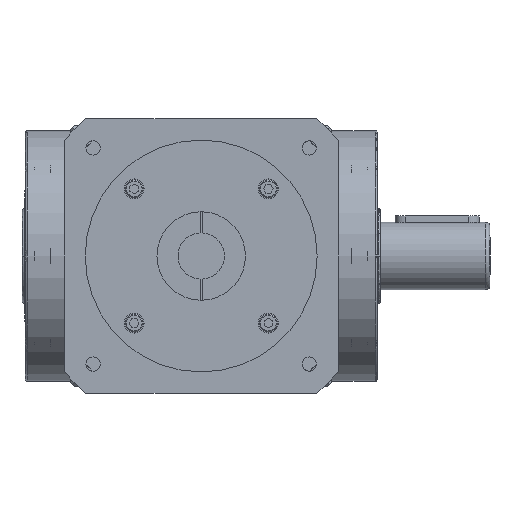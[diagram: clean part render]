
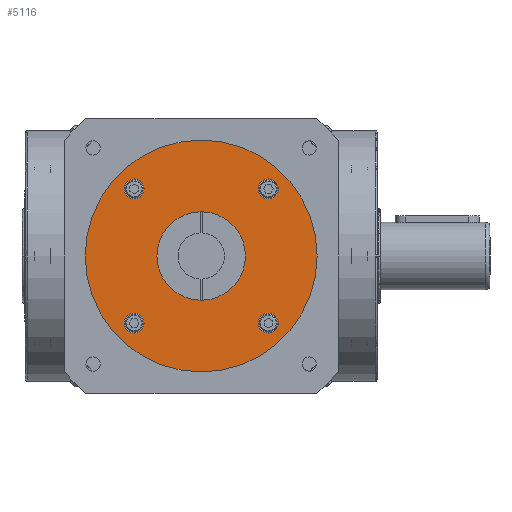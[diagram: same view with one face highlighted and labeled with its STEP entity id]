
A CAD part, front view. The second image highlights one B-rep face of the part: STEP entity #5116.
In plain terms, the highlighted planar face has unit normal (0, -1, 0).
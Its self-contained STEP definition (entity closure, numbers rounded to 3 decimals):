
#726 = DIRECTION ( 'NONE',  ( 0., 1., 0. ) ) ;
#1014 = CIRCLE ( 'NONE', #5224, 4.75 ) ;
#1042 = CARTESIAN_POINT ( 'NONE',  ( 31.82, -40.5, -31.82 ) ) ;
#1432 = ORIENTED_EDGE ( 'NONE', *, *, #9836, .F. ) ;
#1888 = DIRECTION ( 'NONE',  ( -1., 0., 0. ) ) ;
#1927 = DIRECTION ( 'NONE',  ( 0., -1., 0. ) ) ;
#1986 = CARTESIAN_POINT ( 'NONE',  ( 31.82, -40.5, 31.82 ) ) ;
#2472 = ORIENTED_EDGE ( 'NONE', *, *, #4134, .F. ) ;
#3051 = VERTEX_POINT ( 'NONE', #15370 ) ;
#3395 = DIRECTION ( 'NONE',  ( -1., 0., 0. ) ) ;
#3674 = CARTESIAN_POINT ( 'NONE',  ( -21., -40.5, 0. ) ) ;
#4134 = EDGE_CURVE ( 'NONE', #28213, #12233, #11116, .T. ) ;
#4263 = CARTESIAN_POINT ( 'NONE',  ( -27.07, -40.5, -31.82 ) ) ;
#4341 = DIRECTION ( 'NONE',  ( 1., 0., 0. ) ) ;
#4380 = DIRECTION ( 'NONE',  ( 0., 1., 0. ) ) ;
#4416 = CARTESIAN_POINT ( 'NONE',  ( 0., -40.5, 0. ) ) ;
#4444 = CARTESIAN_POINT ( 'NONE',  ( 31.82, -40.5, -31.82 ) ) ;
#4609 = VERTEX_POINT ( 'NONE', #20516 ) ;
#4636 = CIRCLE ( 'NONE', #9911, 4.75 ) ;
#5116 = ADVANCED_FACE ( 'NONE', ( #20240, #21076, #22084, #19877, #19674, #19475 ), #14279, .F. ) ;
#5224 = AXIS2_PLACEMENT_3D ( 'NONE', #25176, #11425, #27447 ) ;
#5310 = EDGE_CURVE ( 'NONE', #27514, #14622, #4636, .T. ) ;
#5539 = CARTESIAN_POINT ( 'NONE',  ( -31.82, -40.5, 31.82 ) ) ;
#5779 = AXIS2_PLACEMENT_3D ( 'NONE', #1986, #1927, #1888 ) ;
#5901 = CIRCLE ( 'NONE', #27325, 4.75 ) ;
#6613 = CIRCLE ( 'NONE', #10953, 4.75 ) ;
#6838 = DIRECTION ( 'NONE',  ( -1., 0., 0. ) ) ;
#6855 = DIRECTION ( 'NONE',  ( 0., 1., 0. ) ) ;
#7105 = EDGE_CURVE ( 'NONE', #23608, #3051, #15711, .T. ) ;
#7114 = DIRECTION ( 'NONE',  ( 0., -1., 0. ) ) ;
#7959 = DIRECTION ( 'NONE',  ( -1., 0., 0. ) ) ;
#9649 = EDGE_CURVE ( 'NONE', #10172, #11275, #18455, .T. ) ;
#9706 = CIRCLE ( 'NONE', #18175, 21. ) ;
#9836 = EDGE_CURVE ( 'NONE', #3051, #23608, #23447, .T. ) ;
#9911 = AXIS2_PLACEMENT_3D ( 'NONE', #11315, #11280, #11246 ) ;
#9933 = AXIS2_PLACEMENT_3D ( 'NONE', #26145, #12445, #28432 ) ;
#10172 = VERTEX_POINT ( 'NONE', #29604 ) ;
#10333 = ORIENTED_EDGE ( 'NONE', *, *, #17572, .F. ) ;
#10358 = ORIENTED_EDGE ( 'NONE', *, *, #24708, .T. ) ;
#10953 = AXIS2_PLACEMENT_3D ( 'NONE', #21061, #7114, #23310 ) ;
#11116 = CIRCLE ( 'NONE', #29245, 4.75 ) ;
#11246 = DIRECTION ( 'NONE',  ( -1., 0., 0. ) ) ;
#11275 = VERTEX_POINT ( 'NONE', #23837 ) ;
#11280 = DIRECTION ( 'NONE',  ( 0., -1., 0. ) ) ;
#11315 = CARTESIAN_POINT ( 'NONE',  ( -31.82, -40.5, 31.82 ) ) ;
#11425 = DIRECTION ( 'NONE',  ( 0., -1., 0. ) ) ;
#11789 = EDGE_CURVE ( 'NONE', #11275, #10172, #6613, .T. ) ;
#12018 = CARTESIAN_POINT ( 'NONE',  ( -27.07, -40.5, 31.82 ) ) ;
#12059 = AXIS2_PLACEMENT_3D ( 'NONE', #5539, #21866, #7959 ) ;
#12165 = VERTEX_POINT ( 'NONE', #3674 ) ;
#12233 = VERTEX_POINT ( 'NONE', #15766 ) ;
#12445 = DIRECTION ( 'NONE',  ( 0., 1., 0. ) ) ;
#12623 = ORIENTED_EDGE ( 'NONE', *, *, #5310, .F. ) ;
#12659 = CARTESIAN_POINT ( 'NONE',  ( -36.57, -40.5, 31.82 ) ) ;
#12795 = EDGE_CURVE ( 'NONE', #12233, #28213, #1014, .T. ) ;
#13350 = CIRCLE ( 'NONE', #21615, 4.75 ) ;
#13950 = DIRECTION ( 'NONE',  ( 1., 0., 0. ) ) ;
#13960 = DIRECTION ( 'NONE',  ( 0., 1., 0. ) ) ;
#13990 = CARTESIAN_POINT ( 'NONE',  ( 0., -40.5, -55. ) ) ;
#14279 = PLANE ( 'NONE',  #29479 ) ;
#14622 = VERTEX_POINT ( 'NONE', #12659 ) ;
#14634 = EDGE_CURVE ( 'NONE', #28454, #4609, #5901, .T. ) ;
#14832 = ORIENTED_EDGE ( 'NONE', *, *, #9649, .F. ) ;
#14855 = CARTESIAN_POINT ( 'NONE',  ( 0., -40.5, 0. ) ) ;
#15370 = CARTESIAN_POINT ( 'NONE',  ( -55., -40.5, 0. ) ) ;
#15711 = CIRCLE ( 'NONE', #19081, 55. ) ;
#15715 = ORIENTED_EDGE ( 'NONE', *, *, #25620, .F. ) ;
#15766 = CARTESIAN_POINT ( 'NONE',  ( -36.57, -40.5, -31.82 ) ) ;
#16121 = ORIENTED_EDGE ( 'NONE', *, *, #12795, .F. ) ;
#17223 = DIRECTION ( 'NONE',  ( 1., 0., 0. ) ) ;
#17502 = ORIENTED_EDGE ( 'NONE', *, *, #22659, .T. ) ;
#17535 = DIRECTION ( 'NONE',  ( 0., -1., 0. ) ) ;
#17572 = EDGE_CURVE ( 'NONE', #4609, #28454, #13350, .T. ) ;
#18175 = AXIS2_PLACEMENT_3D ( 'NONE', #20807, #6855, #23076 ) ;
#18455 = CIRCLE ( 'NONE', #5779, 4.75 ) ;
#19081 = AXIS2_PLACEMENT_3D ( 'NONE', #4416, #4380, #4341 ) ;
#19475 = FACE_BOUND ( 'NONE', #20264, .T. ) ;
#19674 = FACE_OUTER_BOUND ( 'NONE', #22750, .T. ) ;
#19877 = FACE_BOUND ( 'NONE', #20290, .T. ) ;
#20240 = FACE_BOUND ( 'NONE', #26556, .T. ) ;
#20264 = EDGE_LOOP ( 'NONE', ( #10358, #17502 ) ) ;
#20290 = EDGE_LOOP ( 'NONE', ( #26791, #14832 ) ) ;
#20516 = CARTESIAN_POINT ( 'NONE',  ( 27.07, -40.5, -31.82 ) ) ;
#20627 = EDGE_LOOP ( 'NONE', ( #15715, #12623 ) ) ;
#20801 = DIRECTION ( 'NONE',  ( 0., -1., 0. ) ) ;
#20807 = CARTESIAN_POINT ( 'NONE',  ( 0., -40.5, 0. ) ) ;
#21061 = CARTESIAN_POINT ( 'NONE',  ( 31.82, -40.5, 31.82 ) ) ;
#21076 = FACE_BOUND ( 'NONE', #28635, .T. ) ;
#21509 = CARTESIAN_POINT ( 'NONE',  ( 36.57, -40.5, -31.82 ) ) ;
#21612 = CARTESIAN_POINT ( 'NONE',  ( 55., -40.5, 0. ) ) ;
#21615 = AXIS2_PLACEMENT_3D ( 'NONE', #4444, #20801, #6838 ) ;
#21866 = DIRECTION ( 'NONE',  ( 0., -1., 0. ) ) ;
#21893 = ORIENTED_EDGE ( 'NONE', *, *, #7105, .F. ) ;
#22084 = FACE_BOUND ( 'NONE', #20627, .T. ) ;
#22475 = VERTEX_POINT ( 'NONE', #27740 ) ;
#22659 = EDGE_CURVE ( 'NONE', #12165, #22475, #26065, .T. ) ;
#22750 = EDGE_LOOP ( 'NONE', ( #21893, #1432 ) ) ;
#23076 = DIRECTION ( 'NONE',  ( 1., 0., 0. ) ) ;
#23310 = DIRECTION ( 'NONE',  ( -1., 0., 0. ) ) ;
#23447 = CIRCLE ( 'NONE', #9933, 55. ) ;
#23608 = VERTEX_POINT ( 'NONE', #21612 ) ;
#23634 = AXIS2_PLACEMENT_3D ( 'NONE', #14855, #726, #17223 ) ;
#23837 = CARTESIAN_POINT ( 'NONE',  ( 27.07, -40.5, 31.82 ) ) ;
#24271 = DIRECTION ( 'NONE',  ( -1., 0., 0. ) ) ;
#24294 = DIRECTION ( 'NONE',  ( 0., -1., 0. ) ) ;
#24301 = CARTESIAN_POINT ( 'NONE',  ( -31.82, -40.5, -31.82 ) ) ;
#24708 = EDGE_CURVE ( 'NONE', #22475, #12165, #9706, .T. ) ;
#25176 = CARTESIAN_POINT ( 'NONE',  ( -31.82, -40.5, -31.82 ) ) ;
#25620 = EDGE_CURVE ( 'NONE', #14622, #27514, #26550, .T. ) ;
#26065 = CIRCLE ( 'NONE', #23634, 21. ) ;
#26145 = CARTESIAN_POINT ( 'NONE',  ( 0., -40.5, 0. ) ) ;
#26550 = CIRCLE ( 'NONE', #12059, 4.75 ) ;
#26556 = EDGE_LOOP ( 'NONE', ( #10333, #29326 ) ) ;
#26791 = ORIENTED_EDGE ( 'NONE', *, *, #11789, .F. ) ;
#27325 = AXIS2_PLACEMENT_3D ( 'NONE', #1042, #17535, #3395 ) ;
#27447 = DIRECTION ( 'NONE',  ( -1., 0., 0. ) ) ;
#27514 = VERTEX_POINT ( 'NONE', #12018 ) ;
#27740 = CARTESIAN_POINT ( 'NONE',  ( 21., -40.5, 0. ) ) ;
#28213 = VERTEX_POINT ( 'NONE', #4263 ) ;
#28432 = DIRECTION ( 'NONE',  ( 1., 0., 0. ) ) ;
#28454 = VERTEX_POINT ( 'NONE', #21509 ) ;
#28635 = EDGE_LOOP ( 'NONE', ( #16121, #2472 ) ) ;
#29245 = AXIS2_PLACEMENT_3D ( 'NONE', #24301, #24294, #24271 ) ;
#29326 = ORIENTED_EDGE ( 'NONE', *, *, #14634, .F. ) ;
#29479 = AXIS2_PLACEMENT_3D ( 'NONE', #13990, #13960, #13950 ) ;
#29604 = CARTESIAN_POINT ( 'NONE',  ( 36.57, -40.5, 31.82 ) ) ;
